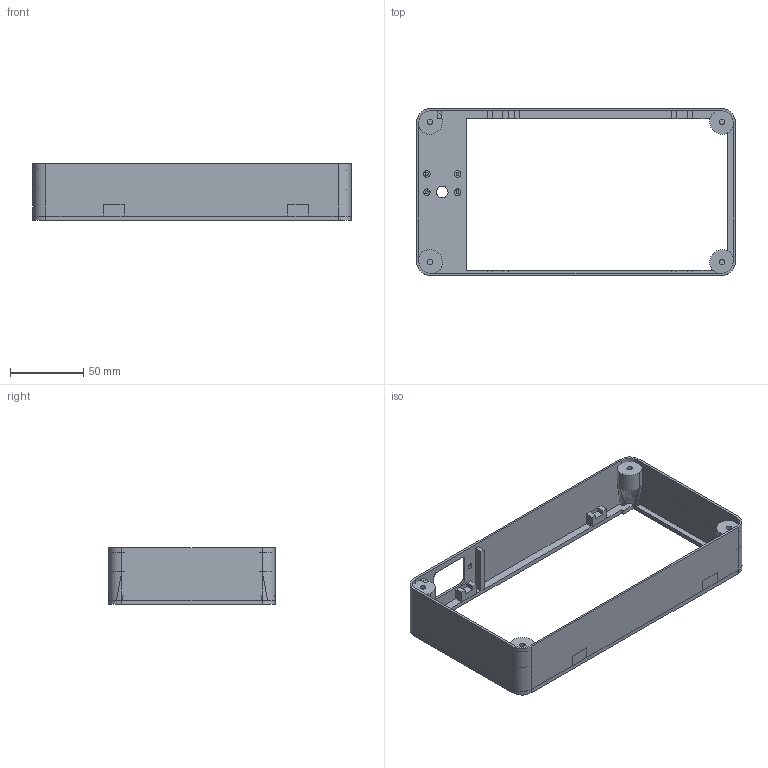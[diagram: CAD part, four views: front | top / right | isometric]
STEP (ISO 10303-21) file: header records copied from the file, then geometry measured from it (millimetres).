
FILE_DESCRIPTION(('FreeCAD Model'),'2;1');
FILE_NAME('main_case_pins_down_3dprint.step','2019-03-25T00:51:08',('Anool'),('Wyolum'), 'Open CASCADE STEP processor 7.3','FreeCAD','Unknown');
FILE_SCHEMA(('AUTOMOTIVE_DESIGN { 1 0 10303 214 1 1 1 1 }'));
Length unit declared in the file: millimetre
Products named in the file (5): Mirror_of_Pocket004; Pocket004; Mirror_of_Mirror_of_Body002; Mirror_of_Body002; Cut001
Bounding box: 218 x 114 x 39 mm (x, y, z)
Volume: 76469.1 mm3; surface area: 70940.5 mm2
Topology: 5 solids, 5 shells, 188 faces, 451 edges, 285 vertices
Faces by surface type: plane 108, cylinder 51, bspline 20, cone 8, torus 1
Full cylindrical faces by diameter (mm): 2 x4, 3.6 x2, 3.8 x4, 4.5 x4, 8 x1
Entity records: 6734 total; most frequent: CARTESIAN_POINT 1317, DIRECTION 903, ORIENTED_EDGE 902, EDGE_CURVE 451, AXIS2_PLACEMENT_3D 303, LINE 297, VECTOR 297, VERTEX_POINT 285
